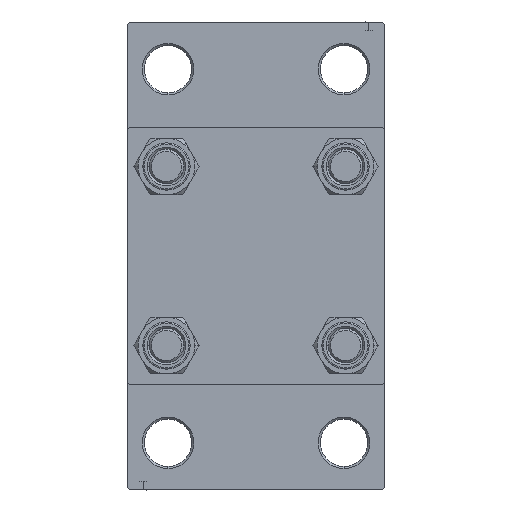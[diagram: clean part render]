
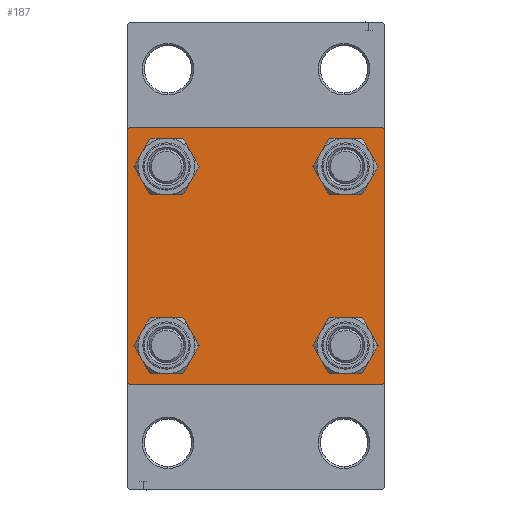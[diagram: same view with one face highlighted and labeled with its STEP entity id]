
A CAD part, left-side view. The second image highlights one B-rep face of the part: STEP entity #187.
In plain terms, the highlighted planar face has unit normal (-1, 0, 0).
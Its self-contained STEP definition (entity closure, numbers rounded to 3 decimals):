
#135 = CARTESIAN_POINT ( 'NONE',  ( 0., -20.85, 25.35 ) ) ;
#149 = VERTEX_POINT ( 'NONE', #39568 ) ;
#187 = ADVANCED_FACE ( 'NONE', ( #10075, #38866, #13670, #2403, #13447 ), #46761, .T. ) ;
#259 = DIRECTION ( 'NONE',  ( 0., 0., -1. ) ) ;
#696 = AXIS2_PLACEMENT_3D ( 'NONE', #33065, #26325, #22508 ) ;
#713 = LINE ( 'NONE', #12233, #27620 ) ;
#1612 = LINE ( 'NONE', #30397, #11955 ) ;
#1613 = CARTESIAN_POINT ( 'NONE',  ( 0., 20.85, -20.85 ) ) ;
#2403 = FACE_BOUND ( 'NONE', #46377, .T. ) ;
#2817 = CARTESIAN_POINT ( 'NONE',  ( 0., 20.85, 25.35 ) ) ;
#3261 = ORIENTED_EDGE ( 'NONE', *, *, #37376, .T. ) ;
#3559 = EDGE_CURVE ( 'NONE', #43194, #25519, #7232, .T. ) ;
#3757 = LINE ( 'NONE', #25580, #45843 ) ;
#3919 = CIRCLE ( 'NONE', #12356, 4.5 ) ;
#4492 = DIRECTION ( 'NONE',  ( 0., 0., -1. ) ) ;
#5320 = LINE ( 'NONE', #37947, #10790 ) ;
#5336 = CARTESIAN_POINT ( 'NONE',  ( 0., 29.5, -30. ) ) ;
#5924 = CARTESIAN_POINT ( 'NONE',  ( 0., 29.75, -29.75 ) ) ;
#5970 = CARTESIAN_POINT ( 'NONE',  ( 0., -20.85, -20.85 ) ) ;
#6073 = CIRCLE ( 'NONE', #696, 4.5 ) ;
#6862 = CARTESIAN_POINT ( 'NONE',  ( 0., -30., 29.5 ) ) ;
#7077 = CARTESIAN_POINT ( 'NONE',  ( 0., -20.85, 16.35 ) ) ;
#7232 = LINE ( 'NONE', #21872, #12661 ) ;
#7467 = LINE ( 'NONE', #33373, #9460 ) ;
#7547 = VERTEX_POINT ( 'NONE', #38694 ) ;
#7604 = EDGE_CURVE ( 'NONE', #23279, #17917, #26354, .T. ) ;
#9460 = VECTOR ( 'NONE', #259, 1000. ) ;
#9683 = ORIENTED_EDGE ( 'NONE', *, *, #7604, .T. ) ;
#10075 = FACE_BOUND ( 'NONE', #28709, .T. ) ;
#10625 = CARTESIAN_POINT ( 'NONE',  ( 0., 20.85, -20.85 ) ) ;
#10790 = VECTOR ( 'NONE', #30508, 1000. ) ;
#10795 = AXIS2_PLACEMENT_3D ( 'NONE', #10625, #35819, #28371 ) ;
#11231 = EDGE_LOOP ( 'NONE', ( #43272, #26581, #15165, #24946, #25164, #30259, #14121, #13825 ) ) ;
#11539 = EDGE_CURVE ( 'NONE', #36211, #22627, #1612, .T. ) ;
#11567 = CARTESIAN_POINT ( 'NONE',  ( 0., -20.85, -16.35 ) ) ;
#11580 = CIRCLE ( 'NONE', #25360, 4.5 ) ;
#11828 = CARTESIAN_POINT ( 'NONE',  ( 0., -29.75, -29.75 ) ) ;
#11955 = VECTOR ( 'NONE', #4492, 1000. ) ;
#12233 = CARTESIAN_POINT ( 'NONE',  ( 0., -29.75, 29.75 ) ) ;
#12356 = AXIS2_PLACEMENT_3D ( 'NONE', #1613, #30874, #45510 ) ;
#12661 = VECTOR ( 'NONE', #36503, 1000. ) ;
#13447 = FACE_OUTER_BOUND ( 'NONE', #11231, .T. ) ;
#13576 = DIRECTION ( 'NONE',  ( 1., 0., 0. ) ) ;
#13670 = FACE_BOUND ( 'NONE', #40552, .T. ) ;
#13825 = ORIENTED_EDGE ( 'NONE', *, *, #20959, .T. ) ;
#14121 = ORIENTED_EDGE ( 'NONE', *, *, #40716, .F. ) ;
#14425 = ORIENTED_EDGE ( 'NONE', *, *, #30418, .T. ) ;
#15165 = ORIENTED_EDGE ( 'NONE', *, *, #3559, .T. ) ;
#15313 = VERTEX_POINT ( 'NONE', #24839 ) ;
#16632 = VERTEX_POINT ( 'NONE', #47182 ) ;
#16752 = ORIENTED_EDGE ( 'NONE', *, *, #39152, .T. ) ;
#16865 = ORIENTED_EDGE ( 'NONE', *, *, #38970, .T. ) ;
#17173 = CARTESIAN_POINT ( 'NONE',  ( 0., 20.85, 20.85 ) ) ;
#17448 = VERTEX_POINT ( 'NONE', #11567 ) ;
#17499 = DIRECTION ( 'NONE',  ( 0., 0., 1. ) ) ;
#17532 = CARTESIAN_POINT ( 'NONE',  ( 0., 30., -29.5 ) ) ;
#17917 = VERTEX_POINT ( 'NONE', #7077 ) ;
#18403 = DIRECTION ( 'NONE',  ( 0., 0.707, -0.707 ) ) ;
#20959 = EDGE_CURVE ( 'NONE', #15313, #36211, #3757, .T. ) ;
#21394 = DIRECTION ( 'NONE',  ( 0., 0., 1. ) ) ;
#21872 = CARTESIAN_POINT ( 'NONE',  ( 0., 30., -30. ) ) ;
#22302 = AXIS2_PLACEMENT_3D ( 'NONE', #26355, #36935, #33329 ) ;
#22508 = DIRECTION ( 'NONE',  ( 0., 0., 1. ) ) ;
#22556 = DIRECTION ( 'NONE',  ( 0., 0.707, 0.707 ) ) ;
#22627 = VERTEX_POINT ( 'NONE', #17532 ) ;
#23009 = EDGE_CURVE ( 'NONE', #17917, #23279, #6073, .T. ) ;
#23245 = VERTEX_POINT ( 'NONE', #6862 ) ;
#23279 = VERTEX_POINT ( 'NONE', #135 ) ;
#23868 = VECTOR ( 'NONE', #35191, 1000. ) ;
#24691 = DIRECTION ( 'NONE',  ( -1., 0., 0. ) ) ;
#24839 = CARTESIAN_POINT ( 'NONE',  ( 0., 29.5, 30. ) ) ;
#24883 = DIRECTION ( 'NONE',  ( 1., 0., 0. ) ) ;
#24946 = ORIENTED_EDGE ( 'NONE', *, *, #43085, .T. ) ;
#25164 = ORIENTED_EDGE ( 'NONE', *, *, #33073, .F. ) ;
#25285 = CARTESIAN_POINT ( 'NONE',  ( 0., -20.85, -25.35 ) ) ;
#25330 = CIRCLE ( 'NONE', #10795, 4.5 ) ;
#25360 = AXIS2_PLACEMENT_3D ( 'NONE', #5970, #30937, #38371 ) ;
#25467 = CARTESIAN_POINT ( 'NONE',  ( 0., -20.85, 20.85 ) ) ;
#25519 = VERTEX_POINT ( 'NONE', #44515 ) ;
#25580 = CARTESIAN_POINT ( 'NONE',  ( 0., 29.75, 29.75 ) ) ;
#26325 = DIRECTION ( 'NONE',  ( 1., 0., 0. ) ) ;
#26354 = CIRCLE ( 'NONE', #33248, 4.5 ) ;
#26355 = CARTESIAN_POINT ( 'NONE',  ( 0., -20.85, -20.85 ) ) ;
#26581 = ORIENTED_EDGE ( 'NONE', *, *, #42597, .T. ) ;
#26852 = AXIS2_PLACEMENT_3D ( 'NONE', #17173, #13576, #41723 ) ;
#27531 = ORIENTED_EDGE ( 'NONE', *, *, #29169, .T. ) ;
#27620 = VECTOR ( 'NONE', #22556, 1000. ) ;
#27844 = VERTEX_POINT ( 'NONE', #2817 ) ;
#28065 = CARTESIAN_POINT ( 'NONE',  ( 0., 0., 0. ) ) ;
#28371 = DIRECTION ( 'NONE',  ( 0., 0., 1. ) ) ;
#28486 = CARTESIAN_POINT ( 'NONE',  ( 0., 20.85, 20.85 ) ) ;
#28709 = EDGE_LOOP ( 'NONE', ( #9683, #42178 ) ) ;
#28844 = EDGE_LOOP ( 'NONE', ( #16865, #31486 ) ) ;
#29169 = EDGE_CURVE ( 'NONE', #40575, #27844, #42943, .T. ) ;
#29438 = DIRECTION ( 'NONE',  ( 0., 0., 1. ) ) ;
#29999 = CIRCLE ( 'NONE', #42266, 4.5 ) ;
#30259 = ORIENTED_EDGE ( 'NONE', *, *, #41227, .T. ) ;
#30397 = CARTESIAN_POINT ( 'NONE',  ( 0., 30., 30. ) ) ;
#30418 = EDGE_CURVE ( 'NONE', #31641, #149, #3919, .T. ) ;
#30508 = DIRECTION ( 'NONE',  ( 0., -1., 0. ) ) ;
#30725 = CIRCLE ( 'NONE', #22302, 4.5 ) ;
#30874 = DIRECTION ( 'NONE',  ( 1., 0., 0. ) ) ;
#30937 = DIRECTION ( 'NONE',  ( 1., 0., 0. ) ) ;
#31486 = ORIENTED_EDGE ( 'NONE', *, *, #41426, .T. ) ;
#31590 = CARTESIAN_POINT ( 'NONE',  ( 0., 20.85, -25.35 ) ) ;
#31641 = VERTEX_POINT ( 'NONE', #31590 ) ;
#33065 = CARTESIAN_POINT ( 'NONE',  ( 0., -20.85, 20.85 ) ) ;
#33073 = EDGE_CURVE ( 'NONE', #23245, #7547, #7467, .T. ) ;
#33248 = AXIS2_PLACEMENT_3D ( 'NONE', #25467, #43947, #21394 ) ;
#33329 = DIRECTION ( 'NONE',  ( 0., 0., 1. ) ) ;
#33373 = CARTESIAN_POINT ( 'NONE',  ( 0., -30., 30. ) ) ;
#33774 = VERTEX_POINT ( 'NONE', #25285 ) ;
#35191 = DIRECTION ( 'NONE',  ( 0., -0.707, -0.707 ) ) ;
#35819 = DIRECTION ( 'NONE',  ( 1., 0., 0. ) ) ;
#36122 = VECTOR ( 'NONE', #41092, 1000. ) ;
#36211 = VERTEX_POINT ( 'NONE', #47184 ) ;
#36503 = DIRECTION ( 'NONE',  ( 0., -1., 0. ) ) ;
#36765 = CARTESIAN_POINT ( 'NONE',  ( 0., 20.85, 16.35 ) ) ;
#36935 = DIRECTION ( 'NONE',  ( 1., 0., 0. ) ) ;
#37376 = EDGE_CURVE ( 'NONE', #149, #31641, #25330, .T. ) ;
#37947 = CARTESIAN_POINT ( 'NONE',  ( 0., 30., 30. ) ) ;
#38371 = DIRECTION ( 'NONE',  ( 0., 0., 1. ) ) ;
#38694 = CARTESIAN_POINT ( 'NONE',  ( 0., -30., -29.5 ) ) ;
#38788 = LINE ( 'NONE', #5924, #23868 ) ;
#38866 = FACE_BOUND ( 'NONE', #28844, .T. ) ;
#38970 = EDGE_CURVE ( 'NONE', #17448, #33774, #30725, .T. ) ;
#39152 = EDGE_CURVE ( 'NONE', #27844, #40575, #29999, .T. ) ;
#39568 = CARTESIAN_POINT ( 'NONE',  ( 0., 20.85, -16.35 ) ) ;
#40552 = EDGE_LOOP ( 'NONE', ( #3261, #14425 ) ) ;
#40575 = VERTEX_POINT ( 'NONE', #36765 ) ;
#40716 = EDGE_CURVE ( 'NONE', #15313, #16632, #5320, .T. ) ;
#41092 = DIRECTION ( 'NONE',  ( 0., -0.707, 0.707 ) ) ;
#41227 = EDGE_CURVE ( 'NONE', #23245, #16632, #713, .T. ) ;
#41426 = EDGE_CURVE ( 'NONE', #33774, #17448, #11580, .T. ) ;
#41723 = DIRECTION ( 'NONE',  ( 0., 0., 1. ) ) ;
#41761 = AXIS2_PLACEMENT_3D ( 'NONE', #28065, #24691, #17499 ) ;
#42178 = ORIENTED_EDGE ( 'NONE', *, *, #23009, .T. ) ;
#42266 = AXIS2_PLACEMENT_3D ( 'NONE', #28486, #24883, #29438 ) ;
#42597 = EDGE_CURVE ( 'NONE', #22627, #43194, #38788, .T. ) ;
#42943 = CIRCLE ( 'NONE', #26852, 4.5 ) ;
#43085 = EDGE_CURVE ( 'NONE', #25519, #7547, #44690, .T. ) ;
#43194 = VERTEX_POINT ( 'NONE', #5336 ) ;
#43272 = ORIENTED_EDGE ( 'NONE', *, *, #11539, .T. ) ;
#43947 = DIRECTION ( 'NONE',  ( 1., 0., 0. ) ) ;
#44515 = CARTESIAN_POINT ( 'NONE',  ( 0., -29.5, -30. ) ) ;
#44690 = LINE ( 'NONE', #11828, #36122 ) ;
#45510 = DIRECTION ( 'NONE',  ( 0., 0., 1. ) ) ;
#45843 = VECTOR ( 'NONE', #18403, 1000. ) ;
#46377 = EDGE_LOOP ( 'NONE', ( #16752, #27531 ) ) ;
#46761 = PLANE ( 'NONE',  #41761 ) ;
#47182 = CARTESIAN_POINT ( 'NONE',  ( 0., -29.5, 30. ) ) ;
#47184 = CARTESIAN_POINT ( 'NONE',  ( 0., 30., 29.5 ) ) ;
